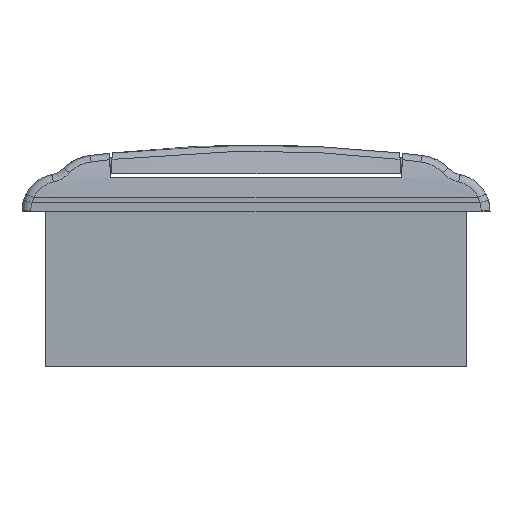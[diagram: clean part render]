
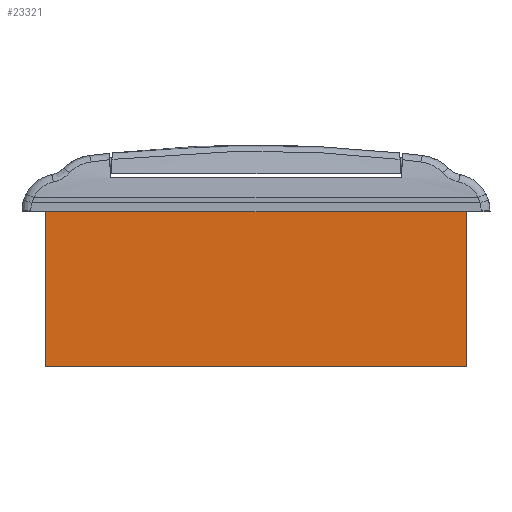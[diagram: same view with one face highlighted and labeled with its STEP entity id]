
A CAD part, left-side view. The second image highlights one B-rep face of the part: STEP entity #23321.
In plain terms, the highlighted planar face has unit normal (-1, 0, 0).
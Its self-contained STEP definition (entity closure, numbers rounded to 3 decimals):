
#2938 = VECTOR ( 'NONE', #38367, 1000. ) ;
#6993 = LINE ( 'NONE', #51109, #2938 ) ;
#18844 = AXIS2_PLACEMENT_3D ( 'NONE', #32017, #120751, #44779 ) ;
#22933 = FACE_OUTER_BOUND ( 'NONE', #74523, .T. ) ;
#23321 = ADVANCED_FACE ( 'NONE', ( #22933 ), #30907, .F. ) ;
#30907 = PLANE ( 'NONE',  #18844 ) ;
#32017 = CARTESIAN_POINT ( 'NONE',  ( -196.5, 95., -70. ) ) ;
#32500 = ORIENTED_EDGE ( 'NONE', *, *, #59666, .F. ) ;
#34779 = VERTEX_POINT ( 'NONE', #105430 ) ;
#38367 = DIRECTION ( 'NONE',  ( 0., 0., -1. ) ) ;
#38824 = ORIENTED_EDGE ( 'NONE', *, *, #121521, .F. ) ;
#41009 = CARTESIAN_POINT ( 'NONE',  ( -196.5, 95., 7. ) ) ;
#41115 = VECTOR ( 'NONE', #148781, 1000. ) ;
#43269 = VECTOR ( 'NONE', #133620, 1000. ) ;
#44535 = CARTESIAN_POINT ( 'NONE',  ( -196.5, -95., 7. ) ) ;
#44779 = DIRECTION ( 'NONE',  ( 0., 1., 0. ) ) ;
#44929 = CARTESIAN_POINT ( 'NONE',  ( -196.5, -95., -70. ) ) ;
#49780 = ORIENTED_EDGE ( 'NONE', *, *, #125649, .F. ) ;
#51109 = CARTESIAN_POINT ( 'NONE',  ( -196.5, -95., -70. ) ) ;
#53633 = VECTOR ( 'NONE', #141890, 1000. ) ;
#59666 = EDGE_CURVE ( 'NONE', #93294, #157132, #146856, .T. ) ;
#70598 = EDGE_CURVE ( 'NONE', #34779, #93294, #70882, .T. ) ;
#70882 = LINE ( 'NONE', #98428, #41115 ) ;
#74523 = EDGE_LOOP ( 'NONE', ( #32500, #108637, #38824, #49780 ) ) ;
#75552 = CARTESIAN_POINT ( 'NONE',  ( -196.5, -95., -70. ) ) ;
#93294 = VERTEX_POINT ( 'NONE', #41009 ) ;
#98428 = CARTESIAN_POINT ( 'NONE',  ( -196.5, 95., -70. ) ) ;
#105430 = CARTESIAN_POINT ( 'NONE',  ( -196.5, 95., -70. ) ) ;
#108637 = ORIENTED_EDGE ( 'NONE', *, *, #70598, .F. ) ;
#120751 = DIRECTION ( 'NONE',  ( 1., 0., 0. ) ) ;
#121246 = VERTEX_POINT ( 'NONE', #75552 ) ;
#121521 = EDGE_CURVE ( 'NONE', #121246, #34779, #140463, .T. ) ;
#125649 = EDGE_CURVE ( 'NONE', #157132, #121246, #6993, .T. ) ;
#133620 = DIRECTION ( 'NONE',  ( 0., 1., 0. ) ) ;
#140463 = LINE ( 'NONE', #44929, #43269 ) ;
#141890 = DIRECTION ( 'NONE',  ( 0., -1., 0. ) ) ;
#146856 = LINE ( 'NONE', #155190, #53633 ) ;
#148781 = DIRECTION ( 'NONE',  ( 0., 0., 1. ) ) ;
#155190 = CARTESIAN_POINT ( 'NONE',  ( -196.5, 95., 7. ) ) ;
#157132 = VERTEX_POINT ( 'NONE', #44535 ) ;
